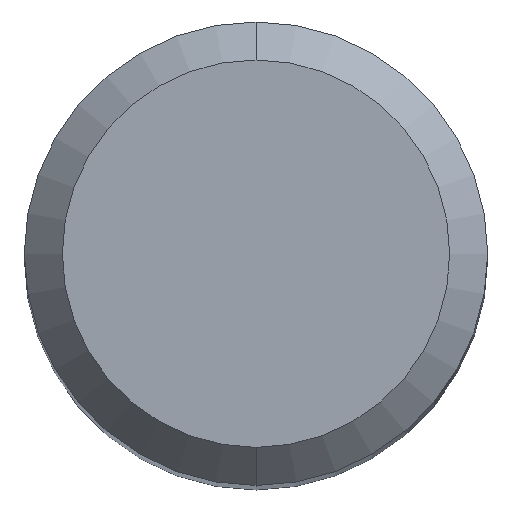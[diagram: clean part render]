
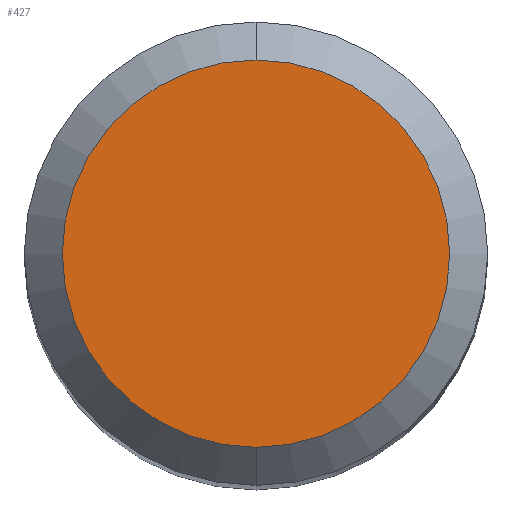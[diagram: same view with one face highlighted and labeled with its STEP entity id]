
A CAD part, top view. The second image highlights one B-rep face of the part: STEP entity #427.
In plain terms, the highlighted planar face has unit normal (0, 0, 1).
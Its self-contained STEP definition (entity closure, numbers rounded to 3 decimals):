
#287=EDGE_CURVE('',#537,#445,#677,.T.);
#419=EDGE_CURVE('',#445,#537,#823,.T.);
#427=ADVANCED_FACE('',(#832),#833,.T.);
#445=VERTEX_POINT('',#853);
#537=VERTEX_POINT('',#957);
#677=CIRCLE('',#1145,4.045);
#823=CIRCLE('',#1454,4.045);
#832=FACE_OUTER_BOUND('',#1465,.T.);
#833=PLANE('',#1466);
#853=CARTESIAN_POINT('',(0.,-4.045,0.0));
#957=CARTESIAN_POINT('',(0.0,4.045,0.0));
#1145=AXIS2_PLACEMENT_3D('',#1850,#1851,#1852);
#1454=AXIS2_PLACEMENT_3D('',#2025,#2026,#2027);
#1465=EDGE_LOOP('',(#2038,#2039));
#1466=AXIS2_PLACEMENT_3D('',#2040,#2041,#2042);
#1850=CARTESIAN_POINT('',(0.0,0.0,0.0));
#1851=DIRECTION('',(0.0,0.0,-1.0));
#1852=DIRECTION('',(0.0,1.0,0.0));
#2025=CARTESIAN_POINT('',(0.0,0.0,0.0));
#2026=DIRECTION('',(0.0,0.0,-1.0));
#2027=DIRECTION('',(0.0,1.0,0.0));
#2038=ORIENTED_EDGE('',*,*,#287,.F.);
#2039=ORIENTED_EDGE('',*,*,#419,.F.);
#2040=CARTESIAN_POINT('',(0.0,2.022,0.0));
#2041=DIRECTION('',(-0.0,0.0,1.0));
#2042=DIRECTION('',(0.0,-1.0,0.0));
